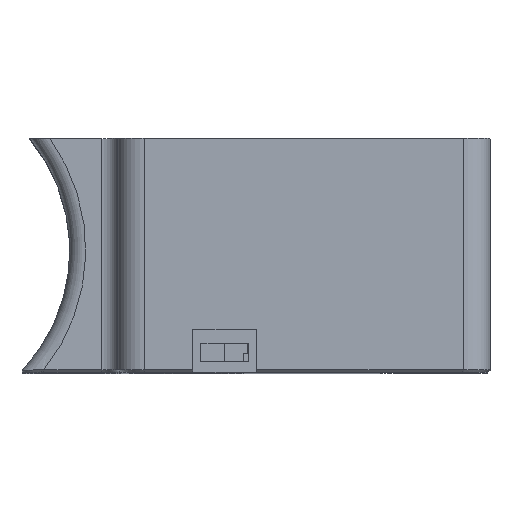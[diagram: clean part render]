
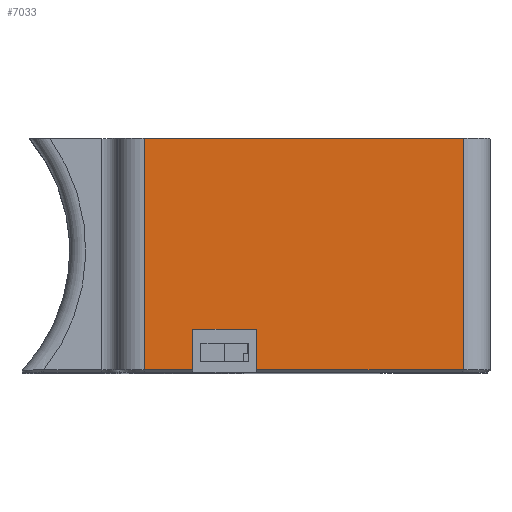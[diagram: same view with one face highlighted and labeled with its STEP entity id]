
A CAD part, top view. The second image highlights one B-rep face of the part: STEP entity #7033.
In plain terms, the highlighted planar face has unit normal (0, 0, 1).
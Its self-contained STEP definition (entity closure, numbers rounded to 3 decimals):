
#561=FACE_OUTER_BOUND('',#987,.T.);
#987=EDGE_LOOP('',(#5489,#5490,#5491,#5492,#5493,#5494,#5495,#5496));
#1329=LINE('',#9968,#2136);
#1442=LINE('',#10206,#2249);
#1443=LINE('',#10209,#2250);
#1582=LINE('',#10694,#2389);
#1746=LINE('',#11124,#2553);
#1747=LINE('',#11126,#2554);
#1748=LINE('',#11128,#2555);
#1749=LINE('',#11129,#2556);
#2136=VECTOR('',#7994,10.);
#2249=VECTOR('',#8173,10.);
#2250=VECTOR('',#8176,10.);
#2389=VECTOR('',#8405,10.);
#2553=VECTOR('',#8767,10.);
#2554=VECTOR('',#8770,10.);
#2555=VECTOR('',#8771,10.);
#2556=VECTOR('',#8772,10.);
#2928=VERTEX_POINT('',#9965);
#2929=VERTEX_POINT('',#9967);
#3021=VERTEX_POINT('',#10204);
#3022=VERTEX_POINT('',#10208);
#3162=VERTEX_POINT('',#10608);
#3186=VERTEX_POINT('',#10692);
#3266=VERTEX_POINT('',#10959);
#3308=VERTEX_POINT('',#11127);
#3615=EDGE_CURVE('',#2929,#2928,#1329,.T.);
#3736=EDGE_CURVE('',#2928,#3021,#1442,.T.);
#3737=EDGE_CURVE('',#3022,#2929,#1443,.T.);
#3917=EDGE_CURVE('',#3186,#3162,#1582,.T.);
#4110=EDGE_CURVE('',#3162,#3266,#1746,.T.);
#4111=EDGE_CURVE('',#3266,#3021,#1747,.T.);
#4112=EDGE_CURVE('',#3308,#3186,#1748,.T.);
#4113=EDGE_CURVE('',#3022,#3308,#1749,.T.);
#5489=ORIENTED_EDGE('',*,*,#4111,.F.);
#5490=ORIENTED_EDGE('',*,*,#4110,.F.);
#5491=ORIENTED_EDGE('',*,*,#3917,.F.);
#5492=ORIENTED_EDGE('',*,*,#4112,.F.);
#5493=ORIENTED_EDGE('',*,*,#4113,.F.);
#5494=ORIENTED_EDGE('',*,*,#3737,.T.);
#5495=ORIENTED_EDGE('',*,*,#3615,.T.);
#5496=ORIENTED_EDGE('',*,*,#3736,.T.);
#6749=PLANE('',#7498);
#7033=ADVANCED_FACE('',(#561),#6749,.T.);
#7498=AXIS2_PLACEMENT_3D('',#11125,#8768,#8769);
#7994=DIRECTION('',(1.,0.,0.));
#8173=DIRECTION('',(0.,-1.,0.));
#8176=DIRECTION('',(0.,1.,0.));
#8405=DIRECTION('',(1.,0.,0.));
#8767=DIRECTION('',(0.,-1.,0.));
#8768=DIRECTION('center_axis',(0.,0.,1.));
#8769=DIRECTION('ref_axis',(-1.,0.,0.));
#8770=DIRECTION('',(-1.,0.,0.));
#8771=DIRECTION('',(0.,1.,0.));
#8772=DIRECTION('',(-1.,0.,0.));
#9965=CARTESIAN_POINT('',(26.104,6.147,127.5));
#9967=CARTESIAN_POINT('',(14.104,6.147,127.5));
#9968=CARTESIAN_POINT('',(28.302,6.147,127.5));
#10204=CARTESIAN_POINT('',(26.104,-1.5,127.5));
#10206=CARTESIAN_POINT('',(26.104,3.073,127.5));
#10208=CARTESIAN_POINT('',(14.104,-1.5,127.5));
#10209=CARTESIAN_POINT('',(14.104,-1.027,127.5));
#10608=CARTESIAN_POINT('',(65.,42.,127.5));
#10692=CARTESIAN_POINT('',(5.,42.,127.5));
#10694=CARTESIAN_POINT('',(42.5,42.,127.5));
#10959=CARTESIAN_POINT('',(65.,-1.5,127.5));
#11124=CARTESIAN_POINT('',(65.,0.,127.5));
#11125=CARTESIAN_POINT('Origin',(42.5,0.,127.5));
#11126=CARTESIAN_POINT('',(38.75,-1.5,127.5));
#11127=CARTESIAN_POINT('',(5.,-1.5,127.5));
#11128=CARTESIAN_POINT('',(5.,0.,127.5));
#11129=CARTESIAN_POINT('',(38.75,-1.5,127.5));
